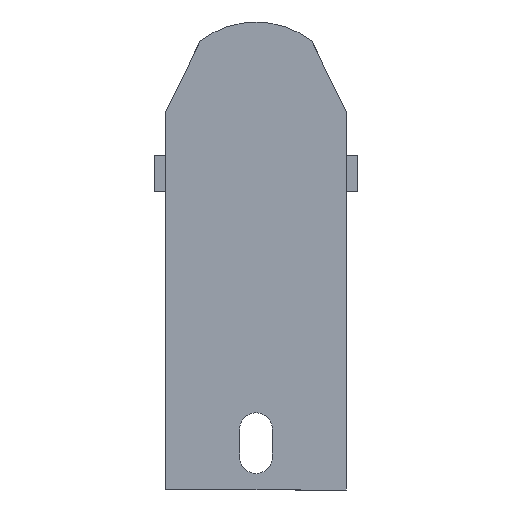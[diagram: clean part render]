
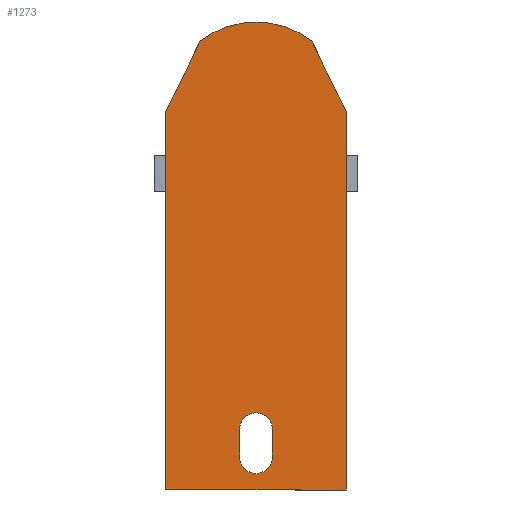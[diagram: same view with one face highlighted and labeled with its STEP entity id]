
A CAD part, left-side view. The second image highlights one B-rep face of the part: STEP entity #1273.
In plain terms, the highlighted face is planar.
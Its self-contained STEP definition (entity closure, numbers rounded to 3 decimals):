
#42 = EDGE_LOOP ( 'NONE', ( #2122, #5871, #3998, #1316, #2114, #6219 ) ) ;
#78 = CARTESIAN_POINT ( 'NONE',  ( -17.825, 0., -74.75 ) ) ;
#123 = CARTESIAN_POINT ( 'NONE',  ( 17.825, 0., 0. ) ) ;
#158 = CARTESIAN_POINT ( 'NONE',  ( 0., 0., -12. ) ) ;
#181 = DIRECTION ( 'NONE',  ( 0., 0., -1. ) ) ;
#220 = PLANE ( 'NONE',  #2731 ) ;
#249 = DIRECTION ( 'NONE',  ( 1., 0., 0. ) ) ;
#264 = EDGE_CURVE ( 'NONE', #4997, #4669, #555, .T. ) ;
#298 = DIRECTION ( 'NONE',  ( -0.438, 0., -0.899 ) ) ;
#444 = CARTESIAN_POINT ( 'NONE',  ( -3.25, 0., -6.5 ) ) ;
#518 = CARTESIAN_POINT ( 'NONE',  ( 3.25, 0., -12. ) ) ;
#555 = LINE ( 'NONE', #78, #5900 ) ;
#570 = LINE ( 'NONE', #2881, #5521 ) ;
#808 = VECTOR ( 'NONE', #3759, 1000. ) ;
#817 = AXIS2_PLACEMENT_3D ( 'NONE', #3571, #2626, #3049 ) ;
#832 = LINE ( 'NONE', #2809, #1853 ) ;
#1037 = CARTESIAN_POINT ( 'NONE',  ( 17.825, 0., -74.75 ) ) ;
#1130 = DIRECTION ( 'NONE',  ( 0., 0., 1. ) ) ;
#1166 = VERTEX_POINT ( 'NONE', #444 ) ;
#1170 = FACE_BOUND ( 'NONE', #3407, .T. ) ;
#1239 = CIRCLE ( 'NONE', #817, 3.25 ) ;
#1273 = ADVANCED_FACE ( 'NONE', ( #1698, #1170 ), #220, .F. ) ;
#1316 = ORIENTED_EDGE ( 'NONE', *, *, #5198, .F. ) ;
#1597 = DIRECTION ( 'NONE',  ( 0., 0., 1. ) ) ;
#1600 = DIRECTION ( 'NONE',  ( 0., 1., 0. ) ) ;
#1698 = FACE_OUTER_BOUND ( 'NONE', #42, .T. ) ;
#1851 = LINE ( 'NONE', #6186, #3099 ) ;
#1853 = VECTOR ( 'NONE', #2775, 1000. ) ;
#1895 = VERTEX_POINT ( 'NONE', #2337 ) ;
#1982 = CARTESIAN_POINT ( 'NONE',  ( -3.25, 0., -12. ) ) ;
#2006 = EDGE_CURVE ( 'NONE', #2576, #6032, #6338, .T. ) ;
#2098 = CARTESIAN_POINT ( 'NONE',  ( 0., 0., -74.5 ) ) ;
#2114 = ORIENTED_EDGE ( 'NONE', *, *, #2405, .F. ) ;
#2121 = CARTESIAN_POINT ( 'NONE',  ( -17.825, 0., 0. ) ) ;
#2122 = ORIENTED_EDGE ( 'NONE', *, *, #264, .T. ) ;
#2148 = VERTEX_POINT ( 'NONE', #4657 ) ;
#2289 = EDGE_CURVE ( 'NONE', #6032, #6095, #570, .T. ) ;
#2337 = CARTESIAN_POINT ( 'NONE',  ( 10.996, 0., -88.751 ) ) ;
#2405 = EDGE_CURVE ( 'NONE', #2148, #5442, #5515, .T. ) ;
#2576 = VERTEX_POINT ( 'NONE', #1982 ) ;
#2626 = DIRECTION ( 'NONE',  ( 0., -1., 0. ) ) ;
#2629 = ORIENTED_EDGE ( 'NONE', *, *, #4002, .T. ) ;
#2718 = CARTESIAN_POINT ( 'NONE',  ( -17.825, 0., 0. ) ) ;
#2721 = CARTESIAN_POINT ( 'NONE',  ( -17.825, 0., -74.75 ) ) ;
#2731 = AXIS2_PLACEMENT_3D ( 'NONE', #2098, #1600, #1130 ) ;
#2775 = DIRECTION ( 'NONE',  ( 0., 0., -1. ) ) ;
#2809 = CARTESIAN_POINT ( 'NONE',  ( 17.825, 0., 0. ) ) ;
#2876 = EDGE_CURVE ( 'NONE', #3524, #1895, #1851, .T. ) ;
#2881 = CARTESIAN_POINT ( 'NONE',  ( 3.25, 0., -12. ) ) ;
#2900 = VECTOR ( 'NONE', #181, 1000. ) ;
#2952 = CARTESIAN_POINT ( 'NONE',  ( 0., 0., -74.5 ) ) ;
#3002 = ORIENTED_EDGE ( 'NONE', *, *, #2006, .F. ) ;
#3049 = DIRECTION ( 'NONE',  ( 0., 0., 1. ) ) ;
#3099 = VECTOR ( 'NONE', #298, 1000. ) ;
#3407 = EDGE_LOOP ( 'NONE', ( #3002, #2629, #3910, #4387 ) ) ;
#3524 = VERTEX_POINT ( 'NONE', #1037 ) ;
#3532 = EDGE_CURVE ( 'NONE', #6095, #1166, #1239, .T. ) ;
#3571 = CARTESIAN_POINT ( 'NONE',  ( 0., 0., -6.5 ) ) ;
#3759 = DIRECTION ( 'NONE',  ( 0., 0., 1. ) ) ;
#3831 = AXIS2_PLACEMENT_3D ( 'NONE', #2952, #4088, #4563 ) ;
#3838 = CARTESIAN_POINT ( 'NONE',  ( -10.996, 0., -88.751 ) ) ;
#3910 = ORIENTED_EDGE ( 'NONE', *, *, #3532, .F. ) ;
#3922 = CIRCLE ( 'NONE', #3831, 18. ) ;
#3998 = ORIENTED_EDGE ( 'NONE', *, *, #2876, .F. ) ;
#4002 = EDGE_CURVE ( 'NONE', #2576, #1166, #4229, .T. ) ;
#4088 = DIRECTION ( 'NONE',  ( 0., 1., 0. ) ) ;
#4112 = EDGE_CURVE ( 'NONE', #1895, #4669, #3922, .T. ) ;
#4214 = AXIS2_PLACEMENT_3D ( 'NONE', #158, #5015, #1597 ) ;
#4229 = LINE ( 'NONE', #5272, #808 ) ;
#4387 = ORIENTED_EDGE ( 'NONE', *, *, #2289, .F. ) ;
#4563 = DIRECTION ( 'NONE',  ( 0., 0., 1. ) ) ;
#4657 = CARTESIAN_POINT ( 'NONE',  ( -17.825, 0., 0. ) ) ;
#4669 = VERTEX_POINT ( 'NONE', #3838 ) ;
#4813 = DIRECTION ( 'NONE',  ( 0., 0., 1. ) ) ;
#4997 = VERTEX_POINT ( 'NONE', #2721 ) ;
#5002 = DIRECTION ( 'NONE',  ( 0.438, 0., -0.899 ) ) ;
#5015 = DIRECTION ( 'NONE',  ( 0., -1., 0. ) ) ;
#5198 = EDGE_CURVE ( 'NONE', #5442, #3524, #832, .T. ) ;
#5272 = CARTESIAN_POINT ( 'NONE',  ( -3.25, 0., -12. ) ) ;
#5401 = CARTESIAN_POINT ( 'NONE',  ( 3.25, 0., -6.5 ) ) ;
#5442 = VERTEX_POINT ( 'NONE', #123 ) ;
#5457 = EDGE_CURVE ( 'NONE', #2148, #4997, #5999, .T. ) ;
#5515 = LINE ( 'NONE', #2718, #5831 ) ;
#5521 = VECTOR ( 'NONE', #4813, 1000. ) ;
#5831 = VECTOR ( 'NONE', #249, 1000. ) ;
#5871 = ORIENTED_EDGE ( 'NONE', *, *, #4112, .F. ) ;
#5900 = VECTOR ( 'NONE', #5002, 1000. ) ;
#5999 = LINE ( 'NONE', #2121, #2900 ) ;
#6032 = VERTEX_POINT ( 'NONE', #518 ) ;
#6095 = VERTEX_POINT ( 'NONE', #5401 ) ;
#6186 = CARTESIAN_POINT ( 'NONE',  ( 17.825, 0., -74.75 ) ) ;
#6219 = ORIENTED_EDGE ( 'NONE', *, *, #5457, .T. ) ;
#6338 = CIRCLE ( 'NONE', #4214, 3.25 ) ;
